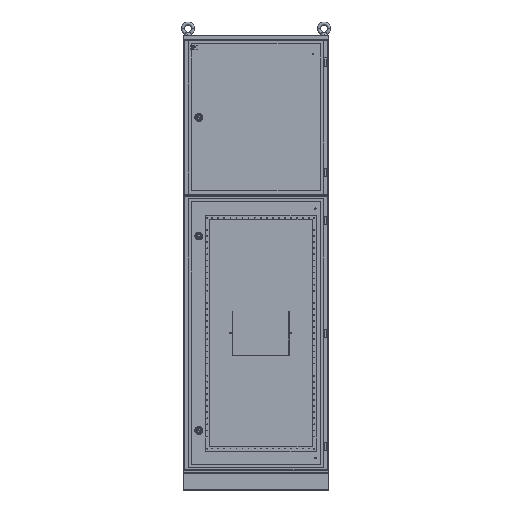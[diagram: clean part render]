
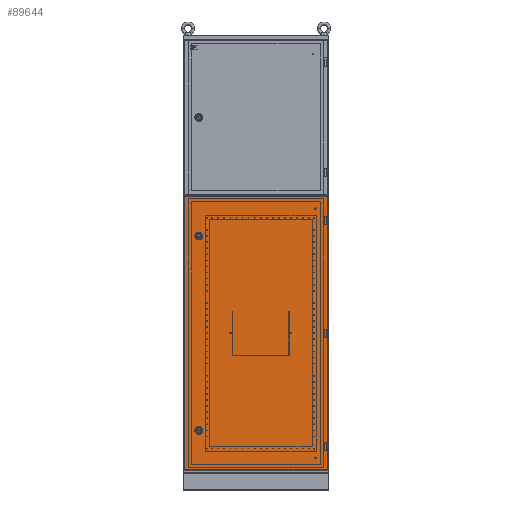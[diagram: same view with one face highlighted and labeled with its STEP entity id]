
A CAD part, top view. The second image highlights one B-rep face of the part: STEP entity #89644.
In plain terms, the highlighted planar face has unit normal (0, 0, 1).
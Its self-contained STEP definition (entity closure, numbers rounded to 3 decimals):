
#4381 = CARTESIAN_POINT ( 'NONE',  ( 0., -563.5, 0. ) ) ;
#4760 = DIRECTION ( 'NONE',  ( 1., 0., 0. ) ) ;
#4852 = DIRECTION ( 'NONE',  ( 0., 0., 1. ) ) ;
#5387 = CARTESIAN_POINT ( 'NONE',  ( 60., 400., 0. ) ) ;
#6174 = EDGE_LOOP ( 'NONE', ( #63710, #77796 ) ) ;
#6297 = CIRCLE ( 'NONE', #73683, 1.5 ) ;
#6359 = EDGE_LOOP ( 'NONE', ( #65645, #85095, #17044, #16073 ) ) ;
#8097 = CARTESIAN_POINT ( 'NONE',  ( 61.5, -400., 0. ) ) ;
#10150 = VECTOR ( 'NONE', #89601, 1000. ) ;
#11174 = VERTEX_POINT ( 'NONE', #8097 ) ;
#11182 = EDGE_CURVE ( 'NONE', #72911, #94021, #34980, .T. ) ;
#11284 = VERTEX_POINT ( 'NONE', #79574 ) ;
#12702 = VERTEX_POINT ( 'NONE', #4381 ) ;
#14685 = VECTOR ( 'NONE', #20514, 1000. ) ;
#14793 = EDGE_CURVE ( 'NONE', #12702, #72911, #48217, .T. ) ;
#16073 = ORIENTED_EDGE ( 'NONE', *, *, #97434, .T. ) ;
#16089 = EDGE_CURVE ( 'NONE', #11174, #19038, #59829, .T. ) ;
#16243 = EDGE_CURVE ( 'NONE', #85532, #11284, #6297, .T. ) ;
#16452 = CARTESIAN_POINT ( 'NONE',  ( 590.5, 563.5, 0. ) ) ;
#17044 = ORIENTED_EDGE ( 'NONE', *, *, #11182, .T. ) ;
#19038 = VERTEX_POINT ( 'NONE', #24037 ) ;
#19664 = LINE ( 'NONE', #78598, #57680 ) ;
#20514 = DIRECTION ( 'NONE',  ( 0., 1., 0. ) ) ;
#23043 = DIRECTION ( 'NONE',  ( 0., 0., 1. ) ) ;
#24037 = CARTESIAN_POINT ( 'NONE',  ( 58.5, -400., 0. ) ) ;
#25294 = DIRECTION ( 'NONE',  ( 0., -1., 0. ) ) ;
#25645 = DIRECTION ( 'NONE',  ( -1., 0., 0. ) ) ;
#25770 = DIRECTION ( 'NONE',  ( 0., 0., 1. ) ) ;
#25998 = CARTESIAN_POINT ( 'NONE',  ( 60., -400., 0. ) ) ;
#30507 = ORIENTED_EDGE ( 'NONE', *, *, #16243, .F. ) ;
#30578 = CIRCLE ( 'NONE', #77071, 1.5 ) ;
#30908 = DIRECTION ( 'NONE',  ( 0., 0., 1. ) ) ;
#34980 = LINE ( 'NONE', #16452, #14685 ) ;
#38132 = DIRECTION ( 'NONE',  ( 0., 0., 1. ) ) ;
#43271 = EDGE_CURVE ( 'NONE', #19038, #11174, #30578, .T. ) ;
#44070 = ORIENTED_EDGE ( 'NONE', *, *, #44348, .F. ) ;
#44348 = EDGE_CURVE ( 'NONE', #11284, #85532, #76685, .T. ) ;
#48217 = LINE ( 'NONE', #89719, #10150 ) ;
#50201 = VERTEX_POINT ( 'NONE', #66813 ) ;
#54143 = FACE_OUTER_BOUND ( 'NONE', #6359, .T. ) ;
#55680 = DIRECTION ( 'NONE',  ( -1., 0., 0. ) ) ;
#55856 = CARTESIAN_POINT ( 'NONE',  ( 0., 563.5, 0. ) ) ;
#56296 = EDGE_LOOP ( 'NONE', ( #30507, #44070 ) ) ;
#57029 = LINE ( 'NONE', #55856, #74856 ) ;
#57680 = VECTOR ( 'NONE', #55680, 1000. ) ;
#59829 = CIRCLE ( 'NONE', #74285, 1.5 ) ;
#61223 = CARTESIAN_POINT ( 'NONE',  ( 61.5, 400., 0. ) ) ;
#61560 = AXIS2_PLACEMENT_3D ( 'NONE', #83541, #38132, #91139 ) ;
#63710 = ORIENTED_EDGE ( 'NONE', *, *, #16089, .F. ) ;
#65645 = ORIENTED_EDGE ( 'NONE', *, *, #94915, .T. ) ;
#66813 = CARTESIAN_POINT ( 'NONE',  ( 0., 563.5, 0. ) ) ;
#68313 = PLANE ( 'NONE',  #61560 ) ;
#68574 = CARTESIAN_POINT ( 'NONE',  ( 60., 400., 0. ) ) ;
#70260 = CARTESIAN_POINT ( 'NONE',  ( 590.5, -563.5, 0. ) ) ;
#72911 = VERTEX_POINT ( 'NONE', #70260 ) ;
#73042 = AXIS2_PLACEMENT_3D ( 'NONE', #68574, #23043, #76192 ) ;
#73683 = AXIS2_PLACEMENT_3D ( 'NONE', #5387, #4852, #4760 ) ;
#74285 = AXIS2_PLACEMENT_3D ( 'NONE', #25998, #25770, #25645 ) ;
#74359 = FACE_BOUND ( 'NONE', #6174, .T. ) ;
#74856 = VECTOR ( 'NONE', #25294, 1000. ) ;
#75599 = CARTESIAN_POINT ( 'NONE',  ( 590.5, 563.5, 0. ) ) ;
#76192 = DIRECTION ( 'NONE',  ( 1., 0., 0. ) ) ;
#76375 = CARTESIAN_POINT ( 'NONE',  ( 60., -400., 0. ) ) ;
#76685 = CIRCLE ( 'NONE', #73042, 1.5 ) ;
#77071 = AXIS2_PLACEMENT_3D ( 'NONE', #76375, #30908, #83979 ) ;
#77796 = ORIENTED_EDGE ( 'NONE', *, *, #43271, .F. ) ;
#78598 = CARTESIAN_POINT ( 'NONE',  ( 0., 563.5, 0. ) ) ;
#79574 = CARTESIAN_POINT ( 'NONE',  ( 58.5, 400., 0. ) ) ;
#83541 = CARTESIAN_POINT ( 'NONE',  ( 0., 0., 0. ) ) ;
#83979 = DIRECTION ( 'NONE',  ( -1., 0., 0. ) ) ;
#85095 = ORIENTED_EDGE ( 'NONE', *, *, #14793, .T. ) ;
#85532 = VERTEX_POINT ( 'NONE', #61223 ) ;
#89601 = DIRECTION ( 'NONE',  ( 1., 0., 0. ) ) ;
#89644 = ADVANCED_FACE ( 'NONE', ( #74359, #96687, #54143 ), #68313, .T. ) ;
#89719 = CARTESIAN_POINT ( 'NONE',  ( 0., -563.5, 0. ) ) ;
#91139 = DIRECTION ( 'NONE',  ( 1., 0., 0. ) ) ;
#94021 = VERTEX_POINT ( 'NONE', #75599 ) ;
#94915 = EDGE_CURVE ( 'NONE', #50201, #12702, #57029, .T. ) ;
#96687 = FACE_BOUND ( 'NONE', #56296, .T. ) ;
#97434 = EDGE_CURVE ( 'NONE', #94021, #50201, #19664, .T. ) ;
